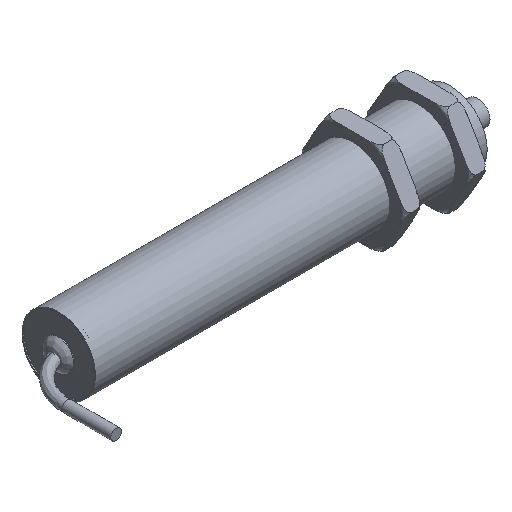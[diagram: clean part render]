
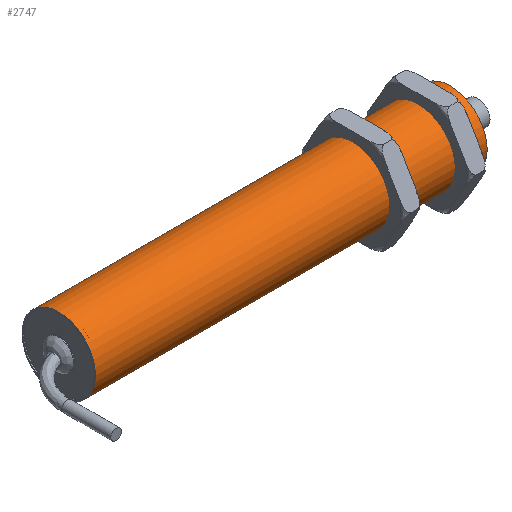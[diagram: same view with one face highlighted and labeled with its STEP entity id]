
A CAD part, isometric view. The second image highlights one B-rep face of the part: STEP entity #2747.
In plain terms, the highlighted cylindrical face has radius 9.525 mm (diameter 19.05 mm), a full revolution.
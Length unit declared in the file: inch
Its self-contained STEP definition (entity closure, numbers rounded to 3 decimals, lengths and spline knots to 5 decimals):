
#110 = DIRECTION ( 'NONE',  ( -1., 0., 0. ) ) ;
#176 = DIRECTION ( 'NONE',  ( -1., 0., 0. ) ) ;
#242 = FACE_OUTER_BOUND ( 'NONE', #3394, .T. ) ;
#333 = VERTEX_POINT ( 'NONE', #1652 ) ;
#348 = CIRCLE ( 'NONE', #1319, 0.375 ) ;
#927 = FACE_OUTER_BOUND ( 'NONE', #1012, .T. ) ;
#1012 = EDGE_LOOP ( 'NONE', ( #1798 ) ) ;
#1319 = AXIS2_PLACEMENT_3D ( 'NONE', #1413, #2427, #2740 ) ;
#1413 = CARTESIAN_POINT ( 'NONE',  ( 0., 0., 0. ) ) ;
#1652 = CARTESIAN_POINT ( 'NONE',  ( 0., 0., 0.375 ) ) ;
#1685 = DIRECTION ( 'NONE',  ( 0., 0., 1. ) ) ;
#1798 = ORIENTED_EDGE ( 'NONE', *, *, #2400, .T. ) ;
#1843 = CARTESIAN_POINT ( 'NONE',  ( 4., 0., 0. ) ) ;
#1913 = AXIS2_PLACEMENT_3D ( 'NONE', #4089, #110, #1685 ) ;
#1935 = ORIENTED_EDGE ( 'NONE', *, *, #3689, .T. ) ;
#2258 = CYLINDRICAL_SURFACE ( 'NONE', #4114, 0.375 ) ;
#2285 = VERTEX_POINT ( 'NONE', #3241 ) ;
#2400 = EDGE_CURVE ( 'NONE', #2285, #2285, #3016, .T. ) ;
#2427 = DIRECTION ( 'NONE',  ( 1., 0., 0. ) ) ;
#2740 = DIRECTION ( 'NONE',  ( 0., 0., 1. ) ) ;
#2747 = ADVANCED_FACE ( 'NONE', ( #242, #927 ), #2258, .T. ) ;
#3016 = CIRCLE ( 'NONE', #1913, 0.375 ) ;
#3241 = CARTESIAN_POINT ( 'NONE',  ( 4., 0., 0.375 ) ) ;
#3394 = EDGE_LOOP ( 'NONE', ( #1935 ) ) ;
#3689 = EDGE_CURVE ( 'NONE', #333, #333, #348, .T. ) ;
#4089 = CARTESIAN_POINT ( 'NONE',  ( 4., 0., 0. ) ) ;
#4114 = AXIS2_PLACEMENT_3D ( 'NONE', #1843, #176, #4149 ) ;
#4149 = DIRECTION ( 'NONE',  ( 0., 0., 1. ) ) ;
